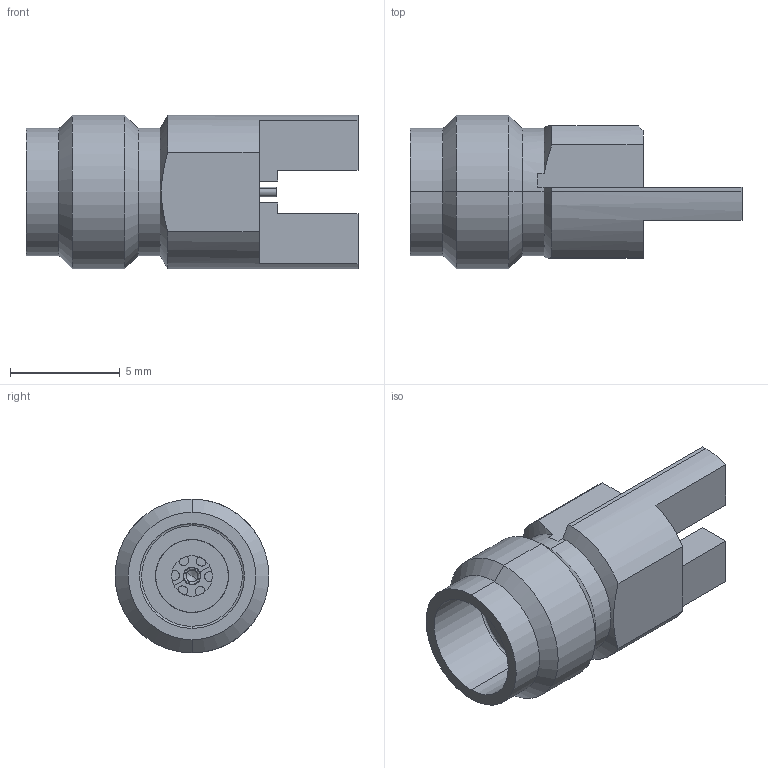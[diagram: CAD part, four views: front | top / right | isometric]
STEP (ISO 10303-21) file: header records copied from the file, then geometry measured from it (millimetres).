
FILE_DESCRIPTION (( 'STEP AP203' ), '1' );
FILE_NAME ('ÑÐ-50-5-03-Ð-05.STEP', '2020-05-22T05:47:02', ( 'Admin' ), ( '' ), 'SwSTEP 2.0', 'SolidWorks 2012', '' );
FILE_SCHEMA (( 'CONFIG_CONTROL_DESIGN' ));
Length unit declared in the file: millimetre
Products named in the file (1): ﾑﾐ-50-5-03-ﾐ-05
Bounding box: 15.1 x 7 x 7 mm (x, y, z)
Volume: 315.4 mm3; surface area: 622.2 mm2
Topology: 6 solids, 6 shells, 159 faces, 389 edges, 249 vertices
Faces by surface type: cylinder 65, plane 61, bspline 18, cone 15
Entity records: 5428 total; most frequent: CARTESIAN_POINT 1569, DIRECTION 815, ORIENTED_EDGE 774, EDGE_CURVE 387, AXIS2_PLACEMENT_3D 321, VERTEX_POINT 249, EDGE_LOOP 186, CIRCLE 179
